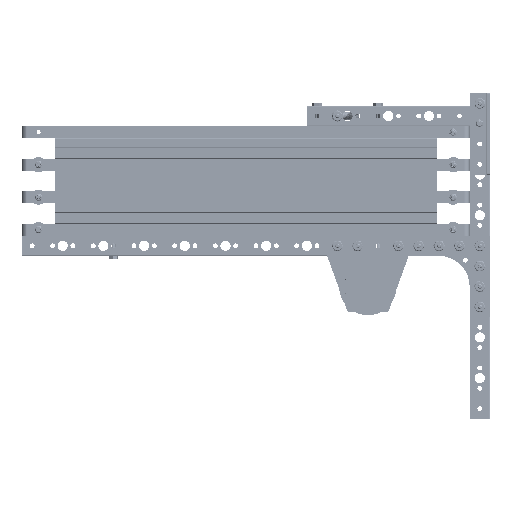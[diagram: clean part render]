
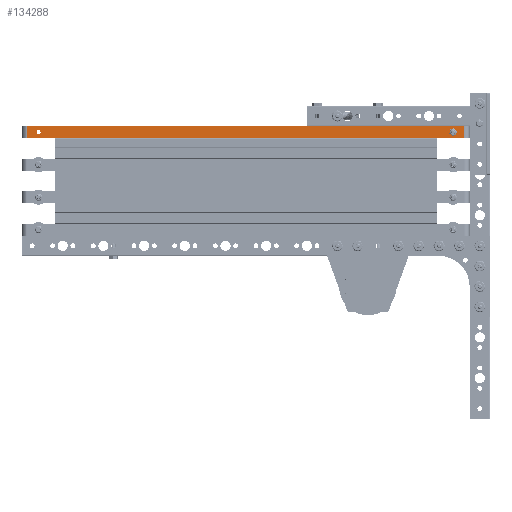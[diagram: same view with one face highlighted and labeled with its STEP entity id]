
A CAD part, left-side view. The second image highlights one B-rep face of the part: STEP entity #134288.
In plain terms, the highlighted planar face has unit normal (-1, 0, 0).
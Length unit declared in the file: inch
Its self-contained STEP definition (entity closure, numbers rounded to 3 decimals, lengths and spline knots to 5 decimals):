
#809 = CARTESIAN_POINT ( 'NONE',  ( 0., 0., 0.375 ) ) ;
#6453 = CIRCLE ( 'NONE', #106732, 0.0625 ) ;
#6857 = DIRECTION ( 'NONE',  ( 0., 0., -1. ) ) ;
#7184 = VECTOR ( 'NONE', #121887, 39.37008 ) ;
#7351 = EDGE_CURVE ( 'NONE', #45969, #131289, #6453, .T. ) ;
#8176 = VECTOR ( 'NONE', #109880, 39.37008 ) ;
#9165 = ORIENTED_EDGE ( 'NONE', *, *, #7351, .F. ) ;
#9989 = CARTESIAN_POINT ( 'NONE',  ( 0., 0.51181, 0.1875 ) ) ;
#11028 = AXIS2_PLACEMENT_3D ( 'NONE', #117713, #27980, #6857 ) ;
#11352 = CIRCLE ( 'NONE', #11028, 0.0625 ) ;
#11734 = LINE ( 'NONE', #809, #7184 ) ;
#14972 = AXIS2_PLACEMENT_3D ( 'NONE', #30447, #75013, #29006 ) ;
#15433 = CARTESIAN_POINT ( 'NONE',  ( 0., 0.51181, 0.125 ) ) ;
#17079 = CARTESIAN_POINT ( 'NONE',  ( 0., 13.69094, 0. ) ) ;
#18041 = VERTEX_POINT ( 'NONE', #31036 ) ;
#18273 = EDGE_CURVE ( 'NONE', #60193, #18041, #11352, .T. ) ;
#22637 = ORIENTED_EDGE ( 'NONE', *, *, #103909, .T. ) ;
#23707 = CARTESIAN_POINT ( 'NONE',  ( 0., 0.51181, 0.1875 ) ) ;
#27980 = DIRECTION ( 'NONE',  ( 1., 0., 0. ) ) ;
#29006 = DIRECTION ( 'NONE',  ( 0., 0., -1. ) ) ;
#29755 = DIRECTION ( 'NONE',  ( 0., 0., 1. ) ) ;
#30447 = CARTESIAN_POINT ( 'NONE',  ( 0., 13.34646, 0.1875 ) ) ;
#31036 = CARTESIAN_POINT ( 'NONE',  ( 0., 13.34646, 0.25 ) ) ;
#35679 = VERTEX_POINT ( 'NONE', #17079 ) ;
#36088 = DIRECTION ( 'NONE',  ( -1., 0., 0. ) ) ;
#37804 = EDGE_LOOP ( 'NONE', ( #47970, #22637 ) ) ;
#40516 = CARTESIAN_POINT ( 'NONE',  ( 0., 13.69094, 0.375 ) ) ;
#45969 = VERTEX_POINT ( 'NONE', #108376 ) ;
#47970 = ORIENTED_EDGE ( 'NONE', *, *, #18273, .T. ) ;
#51588 = ORIENTED_EDGE ( 'NONE', *, *, #77590, .T. ) ;
#52540 = DIRECTION ( 'NONE',  ( 1., 0., 0. ) ) ;
#56196 = VECTOR ( 'NONE', #29755, 39.37008 ) ;
#59791 = LINE ( 'NONE', #85270, #56196 ) ;
#60193 = VERTEX_POINT ( 'NONE', #141813 ) ;
#63223 = CARTESIAN_POINT ( 'NONE',  ( 0., 13.69094, 0.375 ) ) ;
#64182 = CARTESIAN_POINT ( 'NONE',  ( 0., 0., 0.375 ) ) ;
#64424 = ORIENTED_EDGE ( 'NONE', *, *, #73175, .T. ) ;
#66310 = CIRCLE ( 'NONE', #14972, 0.0625 ) ;
#69090 = DIRECTION ( 'NONE',  ( 0., -1., 0. ) ) ;
#71118 = DIRECTION ( 'NONE',  ( 0., 0., -1. ) ) ;
#73175 = EDGE_CURVE ( 'NONE', #141279, #110844, #59791, .T. ) ;
#73678 = FACE_OUTER_BOUND ( 'NONE', #129168, .T. ) ;
#75013 = DIRECTION ( 'NONE',  ( 1., 0., 0. ) ) ;
#75138 = FACE_BOUND ( 'NONE', #37804, .T. ) ;
#75677 = DIRECTION ( 'NONE',  ( 0., 0., -1. ) ) ;
#76316 = LINE ( 'NONE', #63223, #8176 ) ;
#77590 = EDGE_CURVE ( 'NONE', #137072, #35679, #76316, .T. ) ;
#77974 = AXIS2_PLACEMENT_3D ( 'NONE', #23707, #36088, #71118 ) ;
#78586 = LINE ( 'NONE', #90288, #89387 ) ;
#85123 = ORIENTED_EDGE ( 'NONE', *, *, #114733, .T. ) ;
#85270 = CARTESIAN_POINT ( 'NONE',  ( 0., 0.16732, 0.375 ) ) ;
#86065 = DIRECTION ( 'NONE',  ( 0., 0., -1. ) ) ;
#89387 = VECTOR ( 'NONE', #69090, 39.37008 ) ;
#90288 = CARTESIAN_POINT ( 'NONE',  ( 0., 0., 0. ) ) ;
#97106 = EDGE_CURVE ( 'NONE', #137072, #110844, #11734, .T. ) ;
#99386 = ORIENTED_EDGE ( 'NONE', *, *, #97106, .F. ) ;
#103909 = EDGE_CURVE ( 'NONE', #18041, #60193, #66310, .T. ) ;
#104722 = CARTESIAN_POINT ( 'NONE',  ( 0., 0.16732, 0.375 ) ) ;
#106732 = AXIS2_PLACEMENT_3D ( 'NONE', #9989, #133225, #75677 ) ;
#108376 = CARTESIAN_POINT ( 'NONE',  ( 0., 0.51181, 0.25 ) ) ;
#109880 = DIRECTION ( 'NONE',  ( 0., 0., -1. ) ) ;
#110134 = EDGE_LOOP ( 'NONE', ( #123565, #9165 ) ) ;
#110844 = VERTEX_POINT ( 'NONE', #104722 ) ;
#114733 = EDGE_CURVE ( 'NONE', #35679, #141279, #78586, .T. ) ;
#115145 = CARTESIAN_POINT ( 'NONE',  ( 0., 0.16732, 0. ) ) ;
#115237 = CIRCLE ( 'NONE', #77974, 0.0625 ) ;
#117713 = CARTESIAN_POINT ( 'NONE',  ( 0., 13.34646, 0.1875 ) ) ;
#118145 = PLANE ( 'NONE',  #141815 ) ;
#121887 = DIRECTION ( 'NONE',  ( 0., -1., 0. ) ) ;
#123565 = ORIENTED_EDGE ( 'NONE', *, *, #124974, .F. ) ;
#124974 = EDGE_CURVE ( 'NONE', #131289, #45969, #115237, .T. ) ;
#127119 = FACE_BOUND ( 'NONE', #110134, .T. ) ;
#129168 = EDGE_LOOP ( 'NONE', ( #85123, #64424, #99386, #51588 ) ) ;
#131289 = VERTEX_POINT ( 'NONE', #15433 ) ;
#133225 = DIRECTION ( 'NONE',  ( -1., 0., 0. ) ) ;
#134288 = ADVANCED_FACE ( 'NONE', ( #127119, #75138, #73678 ), #118145, .F. ) ;
#137072 = VERTEX_POINT ( 'NONE', #40516 ) ;
#141279 = VERTEX_POINT ( 'NONE', #115145 ) ;
#141813 = CARTESIAN_POINT ( 'NONE',  ( 0., 13.34646, 0.125 ) ) ;
#141815 = AXIS2_PLACEMENT_3D ( 'NONE', #64182, #52540, #86065 ) ;
